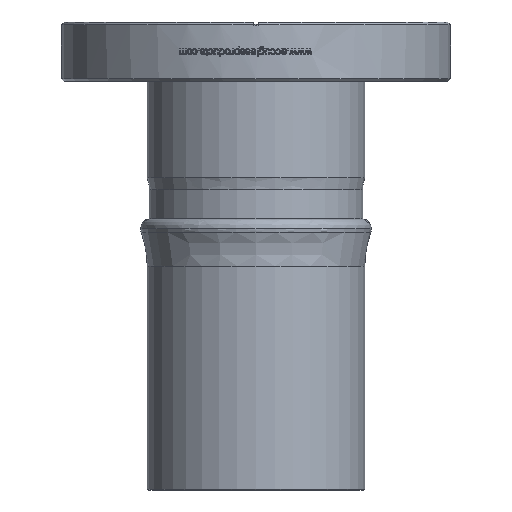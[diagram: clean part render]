
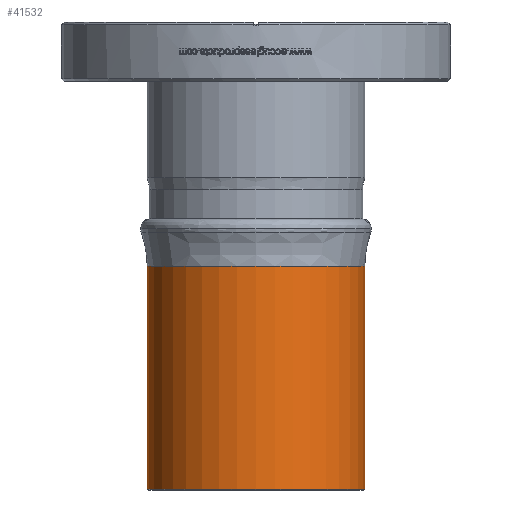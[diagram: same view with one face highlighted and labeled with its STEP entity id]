
A CAD part, front view. The second image highlights one B-rep face of the part: STEP entity #41532.
In plain terms, the highlighted cylindrical face has radius 31.75 mm (diameter 63.5 mm), a partial arc.
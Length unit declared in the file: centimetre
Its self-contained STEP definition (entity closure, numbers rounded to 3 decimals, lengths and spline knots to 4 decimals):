
#2311 = CARTESIAN_POINT ( 'NONE',  ( 0., 0., -13.6271 ) ) ;
#2312 = DIRECTION ( 'NONE',  ( 0., 0., 1. ) ) ;
#2313 = DIRECTION ( 'NONE',  ( -1., 0., 0. ) ) ;
#7560 = LINE ( 'NONE', #43462, #8268 ) ;
#7890 = LINE ( 'NONE', #46751, #8604 ) ;
#8113 = FACE_OUTER_BOUND ( 'NONE', #29566, .T. ) ;
#8268 = VECTOR ( 'NONE', #43469, 100. ) ;
#8409 = CIRCLE ( 'NONE', #38026, 3.175 ) ;
#8472 = CYLINDRICAL_SURFACE ( 'NONE', #58779, 3.175 ) ;
#8604 = VECTOR ( 'NONE', #46783, 100. ) ;
#12199 = AXIS2_PLACEMENT_3D ( 'NONE', #2311, #2312, #2313 ) ;
#19697 = CIRCLE ( 'NONE', #12199, 3.175 ) ;
#29566 = EDGE_LOOP ( 'NONE', ( #47149, #46173, #47192, #45788 ) ) ;
#34437 = CARTESIAN_POINT ( 'NONE',  ( -3.175, 0., -13.6271 ) ) ;
#34704 = CARTESIAN_POINT ( 'NONE',  ( 3.175, 0., -13.6271 ) ) ;
#34745 = CARTESIAN_POINT ( 'NONE',  ( -3.175, 0., -7.1205 ) ) ;
#37413 = EDGE_CURVE ( 'NONE', #40416, #40013, #7890, .T. ) ;
#37606 = EDGE_CURVE ( 'NONE', #41029, #40315, #7560, .T. ) ;
#37669 = EDGE_CURVE ( 'NONE', #41029, #40416, #8409, .T. ) ;
#38026 = AXIS2_PLACEMENT_3D ( 'NONE', #43573, #43574, #43575 ) ;
#40013 = VERTEX_POINT ( 'NONE', #34437 ) ;
#40315 = VERTEX_POINT ( 'NONE', #34704 ) ;
#40416 = VERTEX_POINT ( 'NONE', #34745 ) ;
#41029 = VERTEX_POINT ( 'NONE', #48864 ) ;
#41532 = ADVANCED_FACE ( 'NONE', ( #8113 ), #8472, .T. ) ;
#43462 = CARTESIAN_POINT ( 'NONE',  ( 3.175, 0., -6.0325 ) ) ;
#43469 = DIRECTION ( 'NONE',  ( 0., 0., -1. ) ) ;
#43573 = CARTESIAN_POINT ( 'NONE',  ( 0., 0., -7.1205 ) ) ;
#43574 = DIRECTION ( 'NONE',  ( 0., 0., -1. ) ) ;
#43575 = DIRECTION ( 'NONE',  ( -1., 0., 0. ) ) ;
#45788 = ORIENTED_EDGE ( 'NONE', *, *, #61743, .T. ) ;
#46173 = ORIENTED_EDGE ( 'NONE', *, *, #37669, .T. ) ;
#46751 = CARTESIAN_POINT ( 'NONE',  ( -3.175, 0., -6.0325 ) ) ;
#46783 = DIRECTION ( 'NONE',  ( 0., 0., -1. ) ) ;
#47149 = ORIENTED_EDGE ( 'NONE', *, *, #37606, .F. ) ;
#47192 = ORIENTED_EDGE ( 'NONE', *, *, #37413, .T. ) ;
#48864 = CARTESIAN_POINT ( 'NONE',  ( 3.175, 0., -7.1205 ) ) ;
#58779 = AXIS2_PLACEMENT_3D ( 'NONE', #64269, #64185, #64184 ) ;
#61743 = EDGE_CURVE ( 'NONE', #40013, #40315, #19697, .T. ) ;
#64184 = DIRECTION ( 'NONE',  ( -1., 0., 0. ) ) ;
#64185 = DIRECTION ( 'NONE',  ( 0., 0., -1. ) ) ;
#64269 = CARTESIAN_POINT ( 'NONE',  ( 0., 0., -6.0325 ) ) ;
